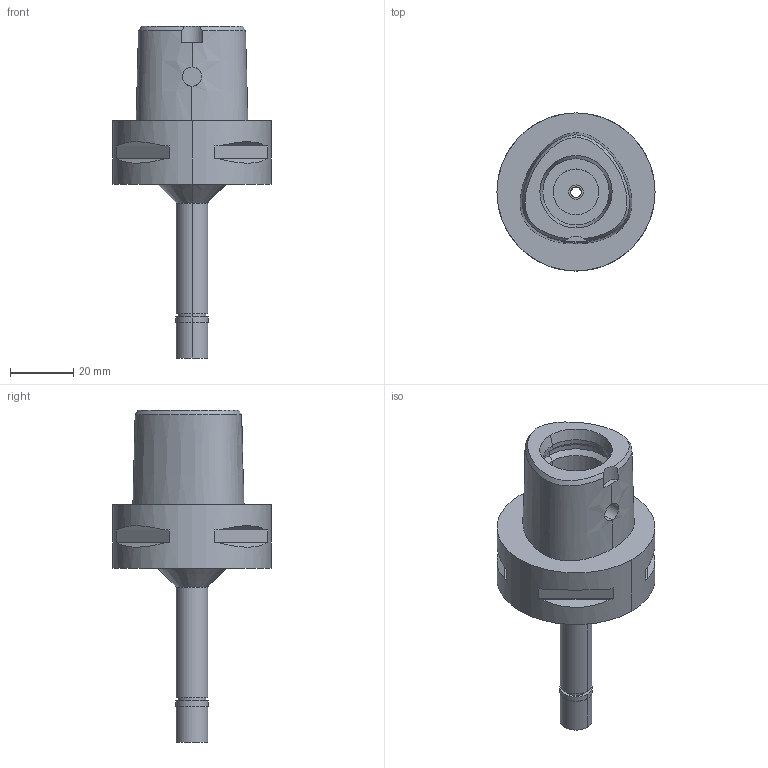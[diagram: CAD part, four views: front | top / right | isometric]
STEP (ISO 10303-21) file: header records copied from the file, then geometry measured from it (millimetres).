
FILE_DESCRIPTION (( 'STEP AP203' ), '1' );
FILE_NAME ('C5-MEGA3S-75.stp', '2019-07-03T18:01:45', ( '' ), ( '' ), 'SwSTEP 2.0', 'SolidWorks 2019', '' );
FILE_SCHEMA (( 'CONFIG_CONTROL_DESIGN' ));
Length unit declared in the file: millimetre
Products named in the file (7): C5-MEGA3S-75-030-FreeParts; C5-MEGA3S-75-030_ASM.stp; DXF_TEMP_ASSY_ASM_4_ASM.stp; C5-MEGA3S-75_1.stp; C5-MEGA3S-75-030.stp; MGN3S_1.stp; C5-MEGA3S-75
Assembly tree (5 placements, depth 5):
  C5-MEGA3S-75-030-FreeParts
  C5-MEGA3S-75
    C5-MEGA3S-75-030.stp
      C5-MEGA3S-75-030_ASM.stp
        DXF_TEMP_ASSY_ASM_4_ASM.stp
          C5-MEGA3S-75_1.stp
          MGN3S_1.stp
Bounding box: 50 x 50 x 105 mm (x, y, z)
Volume: 58607.1 mm3; surface area: 16099.7 mm2
Topology: 2 solids, 2 shells, 93 faces, 202 edges, 127 vertices
Faces by surface type: cylinder 39, plane 38, cone 10, bspline 4, torus 2
Entity records: 4826 total; most frequent: CARTESIAN_POINT 2053, DIRECTION 469, ORIENTED_EDGE 404, EDGE_CURVE 202, AXIS2_PLACEMENT_3D 198, VERTEX_POINT 127, EDGE_LOOP 113, CIRCLE 98
